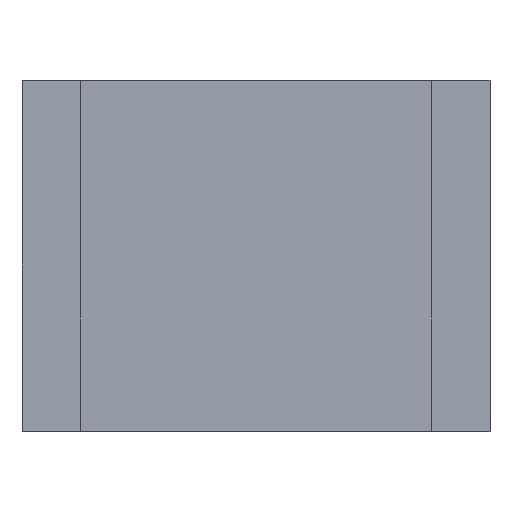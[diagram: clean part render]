
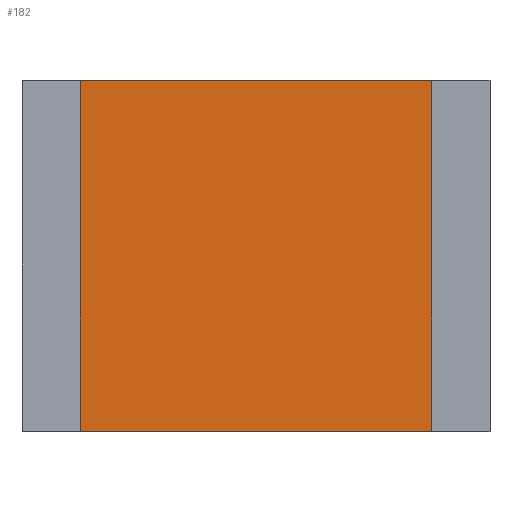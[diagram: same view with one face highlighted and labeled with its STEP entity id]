
A CAD part, top view. The second image highlights one B-rep face of the part: STEP entity #182.
In plain terms, the highlighted planar face has unit normal (0, 0, 1).
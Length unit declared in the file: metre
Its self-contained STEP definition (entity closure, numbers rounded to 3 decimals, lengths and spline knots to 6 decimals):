
#36=ORIENTED_EDGE('',*,*,#69,.F.);
#37=ORIENTED_EDGE('',*,*,#73,.T.);
#38=ORIENTED_EDGE('',*,*,#77,.T.);
#39=ORIENTED_EDGE('',*,*,#63,.F.);
#63=EDGE_CURVE('',#87,#84,#103,.T.);
#69=EDGE_CURVE('',#93,#87,#109,.T.);
#73=EDGE_CURVE('',#93,#95,#113,.T.);
#77=EDGE_CURVE('',#95,#84,#117,.T.);
#84=VERTEX_POINT('',#262);
#87=VERTEX_POINT('',#267);
#93=VERTEX_POINT('',#280);
#95=VERTEX_POINT('',#287);
#103=LINE('',#268,#127);
#109=LINE('',#281,#133);
#113=LINE('',#288,#137);
#117=LINE('',#296,#141);
#127=VECTOR('',#220,1.);
#133=VECTOR('',#228,1.);
#137=VECTOR('',#234,1.);
#141=VECTOR('',#240,1.);
#152=EDGE_LOOP('',(#36,#37,#38,#39));
#162=FACE_BOUND('',#152,.T.);
#172=PLANE('',#207);
#182=ADVANCED_FACE('',(#162),#172,.T.);
#207=AXIS2_PLACEMENT_3D('',#300,#243,#244);
#220=DIRECTION('',(0.,1.,0.));
#228=DIRECTION('',(-1.,0.,0.));
#234=DIRECTION('',(0.,1.,0.));
#240=DIRECTION('',(-1.,0.,0.));
#243=DIRECTION('',(0.,0.,1.));
#244=DIRECTION('',(1.,0.,0.));
#262=CARTESIAN_POINT('',(-0.003,0.003,0.005));
#267=CARTESIAN_POINT('',(-0.003,-0.003,0.005));
#268=CARTESIAN_POINT('',(-0.003,0.,0.005));
#280=CARTESIAN_POINT('',(0.003,-0.003,0.005));
#281=CARTESIAN_POINT('',(0.,-0.003,0.005));
#287=CARTESIAN_POINT('',(0.003,0.003,0.005));
#288=CARTESIAN_POINT('',(0.003,0.,0.005));
#296=CARTESIAN_POINT('',(0.,0.003,0.005));
#300=CARTESIAN_POINT('',(0.,0.,0.005));
